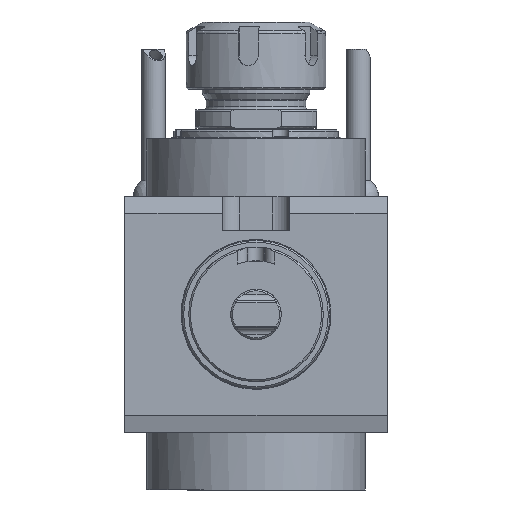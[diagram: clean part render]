
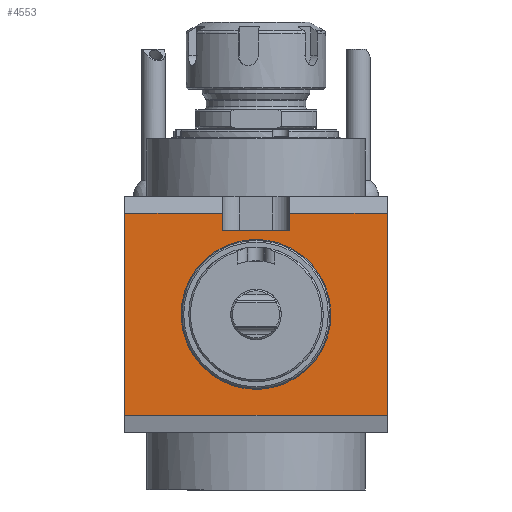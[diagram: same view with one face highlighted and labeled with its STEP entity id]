
A CAD part, front view. The second image highlights one B-rep face of the part: STEP entity #4553.
In plain terms, the highlighted planar face has unit normal (0, -1, 0).
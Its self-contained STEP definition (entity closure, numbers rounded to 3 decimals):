
#974 = ORIENTED_EDGE ( 'NONE', *, *, #7255, .T. ) ;
#1101 = VERTEX_POINT ( 'NONE', #16804 ) ;
#1661 = VERTEX_POINT ( 'NONE', #12547 ) ;
#1726 = DIRECTION ( 'NONE',  ( 0., 0., -1. ) ) ;
#1853 = VERTEX_POINT ( 'NONE', #21822 ) ;
#2688 = LINE ( 'NONE', #22855, #21934 ) ;
#2730 = FACE_BOUND ( 'NONE', #5003, .T. ) ;
#3033 = AXIS2_PLACEMENT_3D ( 'NONE', #10869, #4701, #16758 ) ;
#3573 = DIRECTION ( 'NONE',  ( 0., 0., 1. ) ) ;
#3636 = VECTOR ( 'NONE', #4867, 1000. ) ;
#4553 = ADVANCED_FACE ( 'NONE', ( #2730, #10511 ), #18868, .F. ) ;
#4638 = LINE ( 'NONE', #12643, #24019 ) ;
#4701 = DIRECTION ( 'NONE',  ( 0., -1., 0. ) ) ;
#4867 = DIRECTION ( 'NONE',  ( 1., 0., 0. ) ) ;
#5003 = EDGE_LOOP ( 'NONE', ( #15898 ) ) ;
#5553 = CIRCLE ( 'NONE', #3033, 22. ) ;
#5573 = LINE ( 'NONE', #13557, #22800 ) ;
#5717 = ORIENTED_EDGE ( 'NONE', *, *, #6672, .T. ) ;
#6187 = EDGE_CURVE ( 'NONE', #1853, #18963, #17321, .T. ) ;
#6500 = ORIENTED_EDGE ( 'NONE', *, *, #6187, .F. ) ;
#6672 = EDGE_CURVE ( 'NONE', #1661, #7502, #12449, .T. ) ;
#7255 = EDGE_CURVE ( 'NONE', #1101, #8615, #13709, .T. ) ;
#7460 = VECTOR ( 'NONE', #10105, 1000. ) ;
#7502 = VERTEX_POINT ( 'NONE', #17879 ) ;
#8191 = VECTOR ( 'NONE', #1726, 1000. ) ;
#8206 = VERTEX_POINT ( 'NONE', #16858 ) ;
#8210 = LINE ( 'NONE', #11893, #15317 ) ;
#8615 = VERTEX_POINT ( 'NONE', #14815 ) ;
#9553 = VERTEX_POINT ( 'NONE', #11907 ) ;
#10105 = DIRECTION ( 'NONE',  ( 0., 0., -1. ) ) ;
#10139 = EDGE_CURVE ( 'NONE', #8206, #1853, #11843, .T. ) ;
#10307 = CARTESIAN_POINT ( 'NONE',  ( -22., -75., 0. ) ) ;
#10511 = FACE_OUTER_BOUND ( 'NONE', #13473, .T. ) ;
#10869 = CARTESIAN_POINT ( 'NONE',  ( 0., -75., 0. ) ) ;
#11354 = ORIENTED_EDGE ( 'NONE', *, *, #24099, .T. ) ;
#11843 = LINE ( 'NONE', #21639, #8191 ) ;
#11893 = CARTESIAN_POINT ( 'NONE',  ( 39., -75., 52.2 ) ) ;
#11907 = CARTESIAN_POINT ( 'NONE',  ( 39., -75., -30. ) ) ;
#12400 = VERTEX_POINT ( 'NONE', #10307 ) ;
#12443 = ORIENTED_EDGE ( 'NONE', *, *, #22478, .F. ) ;
#12449 = LINE ( 'NONE', #14017, #7460 ) ;
#12547 = CARTESIAN_POINT ( 'NONE',  ( -39., -75., 30. ) ) ;
#12643 = CARTESIAN_POINT ( 'NONE',  ( -39., -75., 30. ) ) ;
#12835 = DIRECTION ( 'NONE',  ( 1., 0., 0. ) ) ;
#13473 = EDGE_LOOP ( 'NONE', ( #5717, #11354, #12443, #974, #19921, #6500, #18654, #17877 ) ) ;
#13557 = CARTESIAN_POINT ( 'NONE',  ( 10., -75., -97.77 ) ) ;
#13709 = LINE ( 'NONE', #13979, #20867 ) ;
#13979 = CARTESIAN_POINT ( 'NONE',  ( 10., -75., 30. ) ) ;
#14017 = CARTESIAN_POINT ( 'NONE',  ( -39., -75., 52.2 ) ) ;
#14815 = CARTESIAN_POINT ( 'NONE',  ( 10., -75., 30. ) ) ;
#15211 = DIRECTION ( 'NONE',  ( -1., 0., 0. ) ) ;
#15317 = VECTOR ( 'NONE', #20005, 1000. ) ;
#15898 = ORIENTED_EDGE ( 'NONE', *, *, #23114, .F. ) ;
#16758 = DIRECTION ( 'NONE',  ( -1., 0., 0. ) ) ;
#16804 = CARTESIAN_POINT ( 'NONE',  ( 39., -75., 30. ) ) ;
#16858 = CARTESIAN_POINT ( 'NONE',  ( -10., -75., 30. ) ) ;
#17203 = CARTESIAN_POINT ( 'NONE',  ( 0., -75., 25. ) ) ;
#17321 = LINE ( 'NONE', #17203, #3636 ) ;
#17877 = ORIENTED_EDGE ( 'NONE', *, *, #24580, .T. ) ;
#17879 = CARTESIAN_POINT ( 'NONE',  ( -39., -75., -30. ) ) ;
#18654 = ORIENTED_EDGE ( 'NONE', *, *, #10139, .F. ) ;
#18868 = PLANE ( 'NONE',  #20551 ) ;
#18963 = VERTEX_POINT ( 'NONE', #22526 ) ;
#19868 = DIRECTION ( 'NONE',  ( -1., 0., 0. ) ) ;
#19921 = ORIENTED_EDGE ( 'NONE', *, *, #24974, .F. ) ;
#20005 = DIRECTION ( 'NONE',  ( 0., 0., -1. ) ) ;
#20329 = CARTESIAN_POINT ( 'NONE',  ( 0., -75., -97.77 ) ) ;
#20551 = AXIS2_PLACEMENT_3D ( 'NONE', #20329, #22668, #12835 ) ;
#20867 = VECTOR ( 'NONE', #19868, 1000. ) ;
#21639 = CARTESIAN_POINT ( 'NONE',  ( -10., -75., -97.77 ) ) ;
#21822 = CARTESIAN_POINT ( 'NONE',  ( -10., -75., 25. ) ) ;
#21934 = VECTOR ( 'NONE', #24578, 1000. ) ;
#22478 = EDGE_CURVE ( 'NONE', #1101, #9553, #8210, .T. ) ;
#22526 = CARTESIAN_POINT ( 'NONE',  ( 10., -75., 25. ) ) ;
#22668 = DIRECTION ( 'NONE',  ( 0., 1., 0. ) ) ;
#22800 = VECTOR ( 'NONE', #3573, 1000. ) ;
#22855 = CARTESIAN_POINT ( 'NONE',  ( 39., -75., -30. ) ) ;
#23114 = EDGE_CURVE ( 'NONE', #12400, #12400, #5553, .T. ) ;
#24019 = VECTOR ( 'NONE', #15211, 1000. ) ;
#24099 = EDGE_CURVE ( 'NONE', #7502, #9553, #2688, .T. ) ;
#24578 = DIRECTION ( 'NONE',  ( 1., 0., 0. ) ) ;
#24580 = EDGE_CURVE ( 'NONE', #8206, #1661, #4638, .T. ) ;
#24974 = EDGE_CURVE ( 'NONE', #18963, #8615, #5573, .T. ) ;
